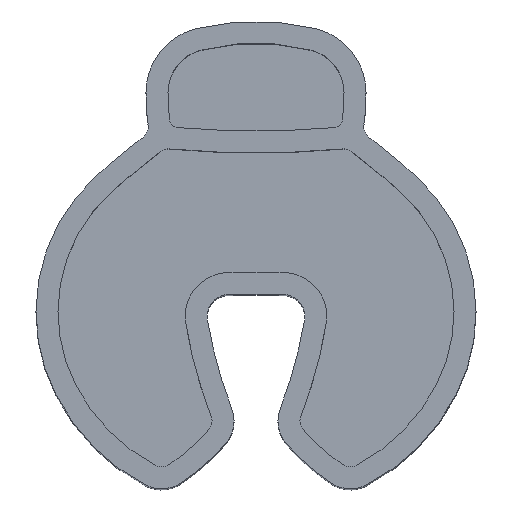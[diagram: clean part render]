
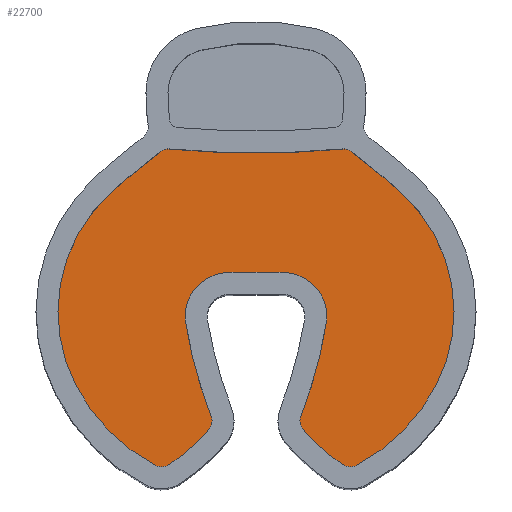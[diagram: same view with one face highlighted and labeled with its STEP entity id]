
A CAD part, top view. The second image highlights one B-rep face of the part: STEP entity #22700.
In plain terms, the highlighted planar face has unit normal (0, 0, 1).
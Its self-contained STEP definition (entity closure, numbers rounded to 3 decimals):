
#16990=CARTESIAN_POINT('',(50.788,48.116,12.));
#17000=VERTEX_POINT('',#16990);
#17030=CARTESIAN_POINT('',(50.759,47.817,12.));
#17040=DIRECTION('',(-0.,-0.,-1.));
#17050=DIRECTION('',(-1.,0.,0.));
#17060=AXIS2_PLACEMENT_3D('',#17030,#17040,#17050);
#17070=CIRCLE('',#17060,0.3);
#17080=CARTESIAN_POINT('',(50.577,48.056,12.));
#17090=VERTEX_POINT('',#17080);
#17100=EDGE_CURVE('',#17090,#17000,#17070,.T.);
#17310=CARTESIAN_POINT('',(54.914,48.056,12.));
#17320=VERTEX_POINT('',#17310);
#17350=CARTESIAN_POINT('',(54.733,47.817,12.));
#17360=DIRECTION('',(0.,0.,1.));
#17370=DIRECTION('',(1.,0.,0.));
#17380=AXIS2_PLACEMENT_3D('',#17350,#17360,#17370);
#17390=CIRCLE('',#17380,0.3);
#17400=CARTESIAN_POINT('',(54.704,48.116,12.));
#17410=VERTEX_POINT('',#17400);
#17420=EDGE_CURVE('',#17320,#17410,#17390,.T.);
#17630=CARTESIAN_POINT('',(56.014,47.154,12.));
#17640=VERTEX_POINT('',#17630);
#17670=CARTESIAN_POINT('',(43.263,32.733,12.));
#17680=DIRECTION('',(0.,0.,1.));
#17690=DIRECTION('',(1.,0.,0.));
#17700=AXIS2_PLACEMENT_3D('',#17670,#17680,#17690);
#17710=CIRCLE('',#17700,19.25);
#17720=EDGE_CURVE('',#17640,#17320,#17710,.T.);
#17880=CARTESIAN_POINT('',(57.246,44.42,12.));
#17890=VERTEX_POINT('',#17880);
#17920=CARTESIAN_POINT('',(53.596,44.42,12.));
#17930=DIRECTION('',(0.,0.,1.));
#17940=DIRECTION('',(1.,0.,0.));
#17950=AXIS2_PLACEMENT_3D('',#17920,#17930,#17940);
#17960=CIRCLE('',#17950,3.65);
#17970=EDGE_CURVE('',#17890,#17640,#17960,.T.);
#18130=CARTESIAN_POINT('',(55.03,40.926,12.));
#18140=VERTEX_POINT('',#18130);
#18170=CARTESIAN_POINT('',(53.062,44.693,12.));
#18180=DIRECTION('',(0.,0.,1.));
#18190=DIRECTION('',(1.,0.,0.));
#18200=AXIS2_PLACEMENT_3D('',#18170,#18180,#18190);
#18210=CIRCLE('',#18200,4.25);
#18220=CARTESIAN_POINT('',(56.847,42.76,12.));
#18230=VERTEX_POINT('',#18220);
#18240=EDGE_CURVE('',#18140,#18230,#18210,.T.);
#18450=CARTESIAN_POINT('',(54.728,40.94,12.));
#18460=VERTEX_POINT('',#18450);
#18490=CARTESIAN_POINT('',(54.891,41.192,12.));
#18500=DIRECTION('',(0.,0.,1.));
#18510=DIRECTION('',(1.,0.,0.));
#18520=AXIS2_PLACEMENT_3D('',#18490,#18500,#18510);
#18530=CIRCLE('',#18520,0.3);
#18540=EDGE_CURVE('',#18460,#18140,#18530,.T.);
#18700=CARTESIAN_POINT('',(53.816,41.741,12.));
#18710=VERTEX_POINT('',#18700);
#18740=CARTESIAN_POINT('',(56.981,44.426,12.));
#18750=DIRECTION('',(0.,0.,1.));
#18760=DIRECTION('',(1.,0.,0.));
#18770=AXIS2_PLACEMENT_3D('',#18740,#18750,#18760);
#18780=CIRCLE('',#18770,4.15);
#18790=EDGE_CURVE('',#18710,#18460,#18780,.T.);
#18950=CARTESIAN_POINT('',(53.745,41.935,12.));
#18960=VERTEX_POINT('',#18950);
#18990=CARTESIAN_POINT('',(54.045,41.935,12.));
#19000=DIRECTION('',(0.,0.,1.));
#19010=DIRECTION('',(1.,0.,0.));
#19020=AXIS2_PLACEMENT_3D('',#18990,#19000,#19010);
#19030=CIRCLE('',#19020,0.3);
#19040=EDGE_CURVE('',#18960,#18710,#19030,.T.);
#19200=CARTESIAN_POINT('',(54.341,44.145,12.));
#19210=VERTEX_POINT('',#19200);
#19240=CARTESIAN_POINT('',(43.739,45.92,12.));
#19250=DIRECTION('',(0.,0.,1.));
#19260=DIRECTION('',(1.,0.,0.));
#19270=AXIS2_PLACEMENT_3D('',#19240,#19250,#19260);
#19280=CIRCLE('',#19270,10.75);
#19290=CARTESIAN_POINT('',(53.765,42.043,12.));
#19300=VERTEX_POINT('',#19290);
#19310=EDGE_CURVE('',#19300,#19210,#19280,.T.);
#19520=CARTESIAN_POINT('',(54.355,44.31,12.));
#19530=VERTEX_POINT('',#19520);
#19560=CARTESIAN_POINT('',(53.355,44.31,12.));
#19570=DIRECTION('',(0.,0.,1.));
#19580=DIRECTION('',(1.,0.,0.));
#19590=AXIS2_PLACEMENT_3D('',#19560,#19570,#19580);
#19600=CIRCLE('',#19590,1.);
#19610=EDGE_CURVE('',#19210,#19530,#19600,.T.);
#19770=CARTESIAN_POINT('',(52.105,45.31,12.));
#19780=VERTEX_POINT('',#19770);
#19810=CARTESIAN_POINT('',(52.746,25.32,12.));
#19820=DIRECTION('',(0.,0.,1.));
#19830=DIRECTION('',(1.,0.,0.));
#19840=AXIS2_PLACEMENT_3D('',#19810,#19820,#19830);
#19850=CIRCLE('',#19840,20.);
#19860=CARTESIAN_POINT('',(53.387,45.31,12.));
#19870=VERTEX_POINT('',#19860);
#19880=EDGE_CURVE('',#19870,#19780,#19850,.T.);
#20090=CARTESIAN_POINT('',(51.137,44.31,12.));
#20100=VERTEX_POINT('',#20090);
#20130=CARTESIAN_POINT('',(52.137,44.31,12.));
#20140=DIRECTION('',(-0.,-0.,-1.));
#20150=DIRECTION('',(-1.,0.,0.));
#20160=AXIS2_PLACEMENT_3D('',#20130,#20140,#20150);
#20170=CIRCLE('',#20160,1.);
#20180=EDGE_CURVE('',#20100,#19780,#20170,.T.);
#20340=CARTESIAN_POINT('',(51.727,42.043,12.));
#20350=VERTEX_POINT('',#20340);
#20380=CARTESIAN_POINT('',(61.753,45.92,12.));
#20390=DIRECTION('',(-0.,-0.,-1.));
#20400=DIRECTION('',(-1.,0.,0.));
#20410=AXIS2_PLACEMENT_3D('',#20380,#20390,#20400);
#20420=CIRCLE('',#20410,10.75);
#20430=CARTESIAN_POINT('',(51.151,44.145,12.));
#20440=VERTEX_POINT('',#20430);
#20450=EDGE_CURVE('',#20350,#20440,#20420,.T.);
#20660=CARTESIAN_POINT('',(51.747,41.935,12.));
#20670=VERTEX_POINT('',#20660);
#20700=CARTESIAN_POINT('',(51.447,41.935,12.));
#20710=DIRECTION('',(-0.,-0.,-1.));
#20720=DIRECTION('',(-1.,0.,0.));
#20730=AXIS2_PLACEMENT_3D('',#20700,#20710,#20720);
#20740=CIRCLE('',#20730,0.3);
#20750=EDGE_CURVE('',#20350,#20670,#20740,.T.);
#20910=CARTESIAN_POINT('',(50.763,40.94,12.));
#20920=VERTEX_POINT('',#20910);
#20950=CARTESIAN_POINT('',(48.511,44.426,12.));
#20960=DIRECTION('',(-0.,-0.,-1.));
#20970=DIRECTION('',(-1.,0.,0.));
#20980=AXIS2_PLACEMENT_3D('',#20950,#20960,#20970);
#20990=CIRCLE('',#20980,4.15);
#21000=CARTESIAN_POINT('',(51.676,41.741,12.));
#21010=VERTEX_POINT('',#21000);
#21020=EDGE_CURVE('',#21010,#20920,#20990,.T.);
#21230=CARTESIAN_POINT('',(50.462,40.926,12.));
#21240=VERTEX_POINT('',#21230);
#21270=CARTESIAN_POINT('',(50.601,41.192,12.));
#21280=DIRECTION('',(-0.,-0.,-1.));
#21290=DIRECTION('',(-1.,0.,0.));
#21300=AXIS2_PLACEMENT_3D('',#21270,#21280,#21290);
#21310=CIRCLE('',#21300,0.3);
#21320=EDGE_CURVE('',#20920,#21240,#21310,.T.);
#21480=CARTESIAN_POINT('',(48.645,42.76,12.));
#21490=VERTEX_POINT('',#21480);
#21520=CARTESIAN_POINT('',(52.43,44.693,12.));
#21530=DIRECTION('',(-0.,-0.,-1.));
#21540=DIRECTION('',(-1.,0.,0.));
#21550=AXIS2_PLACEMENT_3D('',#21520,#21530,#21540);
#21560=CIRCLE('',#21550,4.25);
#21570=EDGE_CURVE('',#21240,#21490,#21560,.T.);
#21730=CARTESIAN_POINT('',(48.246,44.42,12.));
#21740=VERTEX_POINT('',#21730);
#21770=CARTESIAN_POINT('',(51.896,44.42,12.));
#21780=DIRECTION('',(-0.,-0.,-1.));
#21790=DIRECTION('',(-1.,0.,0.));
#21800=AXIS2_PLACEMENT_3D('',#21770,#21780,#21790);
#21810=CIRCLE('',#21800,3.65);
#21820=EDGE_CURVE('',#21490,#21740,#21810,.T.);
#21950=CARTESIAN_POINT('',(62.229,32.733,12.));
#21960=DIRECTION('',(-0.,-0.,-1.));
#21970=DIRECTION('',(-1.,0.,0.));
#21980=AXIS2_PLACEMENT_3D('',#21950,#21960,#21970);
#21990=CIRCLE('',#21980,19.25);
#22000=CARTESIAN_POINT('',(49.478,47.154,12.));
#22010=VERTEX_POINT('',#22000);
#22020=EDGE_CURVE('',#22010,#17090,#21990,.T.);
#22200=CARTESIAN_POINT('',(52.746,68.02,12.));
#22210=DIRECTION('',(-0.,-0.,-1.));
#22220=DIRECTION('',(-1.,0.,0.));
#22230=AXIS2_PLACEMENT_3D('',#22200,#22210,#22220);
#22240=CIRCLE('',#22230,20.);
#22250=EDGE_CURVE('',#17410,#17000,#22240,.T.);
#22310=CARTESIAN_POINT('',(57.418,45.193,12.));
#22320=DIRECTION('',(0.,0.,1.));
#22330=DIRECTION('',(1.,0.,-0.));
#22340=AXIS2_PLACEMENT_3D('',#22310,#22320,#22330);
#22350=PLANE('',#22340);
#22360=ORIENTED_EDGE('',*,*,#17720,.T.);
#22370=ORIENTED_EDGE('',*,*,#17970,.T.);
#22380=EDGE_CURVE('',#18230,#17890,#17960,.T.);
#22390=ORIENTED_EDGE('',*,*,#22380,.T.);
#22400=ORIENTED_EDGE('',*,*,#18240,.T.);
#22410=ORIENTED_EDGE('',*,*,#18540,.T.);
#22420=ORIENTED_EDGE('',*,*,#18790,.T.);
#22430=ORIENTED_EDGE('',*,*,#19040,.T.);
#22440=EDGE_CURVE('',#19300,#18960,#19030,.T.);
#22450=ORIENTED_EDGE('',*,*,#22440,.T.);
#22460=ORIENTED_EDGE('',*,*,#19310,.F.);
#22470=ORIENTED_EDGE('',*,*,#19610,.F.);
#22480=EDGE_CURVE('',#19530,#19870,#19600,.T.);
#22490=ORIENTED_EDGE('',*,*,#22480,.F.);
#22500=ORIENTED_EDGE('',*,*,#19880,.F.);
#22510=ORIENTED_EDGE('',*,*,#20180,.T.);
#22520=EDGE_CURVE('',#20440,#20100,#20170,.T.);
#22530=ORIENTED_EDGE('',*,*,#22520,.T.);
#22540=ORIENTED_EDGE('',*,*,#20450,.T.);
#22550=ORIENTED_EDGE('',*,*,#20750,.F.);
#22560=EDGE_CURVE('',#20670,#21010,#20740,.T.);
#22570=ORIENTED_EDGE('',*,*,#22560,.F.);
#22580=ORIENTED_EDGE('',*,*,#21020,.F.);
#22590=ORIENTED_EDGE('',*,*,#21320,.F.);
#22600=ORIENTED_EDGE('',*,*,#21570,.F.);
#22610=ORIENTED_EDGE('',*,*,#21820,.F.);
#22620=EDGE_CURVE('',#21740,#22010,#21810,.T.);
#22630=ORIENTED_EDGE('',*,*,#22620,.F.);
#22640=ORIENTED_EDGE('',*,*,#22020,.F.);
#22650=ORIENTED_EDGE('',*,*,#17100,.F.);
#22660=ORIENTED_EDGE('',*,*,#22250,.T.);
#22670=ORIENTED_EDGE('',*,*,#17420,.T.);
#22680=EDGE_LOOP('',(#22670,#22660,#22650,#22640,#22630,#22610,#22600,
#22590,#22580,#22570,#22550,#22540,#22530,#22510,#22500,#22490,#22470,
#22460,#22450,#22430,#22420,#22410,#22400,#22390,#22370,#22360));
#22690=FACE_OUTER_BOUND('',#22680,.T.);
#22700=ADVANCED_FACE('',(#22690),#22350,.T.);
